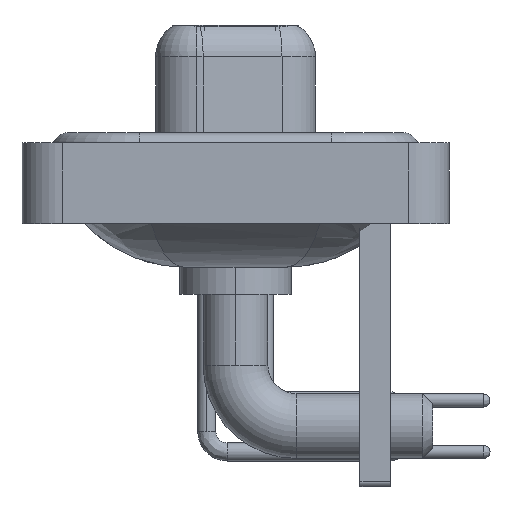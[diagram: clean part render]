
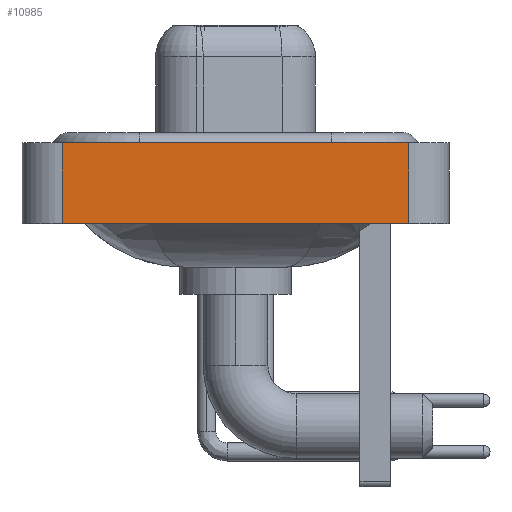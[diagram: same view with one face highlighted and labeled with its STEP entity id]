
A CAD part, left-side view. The second image highlights one B-rep face of the part: STEP entity #10985.
In plain terms, the highlighted planar face has unit normal (-1, 0, 0).
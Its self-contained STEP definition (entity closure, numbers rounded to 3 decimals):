
#710 = DIRECTION ( 'NONE',  ( 0., 0., 1. ) ) ;
#1854 = LINE ( 'NONE', #17570, #19034 ) ;
#2255 = ORIENTED_EDGE ( 'NONE', *, *, #10569, .T. ) ;
#2341 = CARTESIAN_POINT ( 'NONE',  ( -7.35, -8.55, -3.6 ) ) ;
#3284 = ORIENTED_EDGE ( 'NONE', *, *, #14027, .T. ) ;
#6242 = PLANE ( 'NONE',  #6364 ) ;
#6337 = DIRECTION ( 'NONE',  ( 0., 0., 1. ) ) ;
#6358 = DIRECTION ( 'NONE',  ( -1., 0., 0. ) ) ;
#6364 = AXIS2_PLACEMENT_3D ( 'NONE', #16173, #6358, #710 ) ;
#7404 = CARTESIAN_POINT ( 'NONE',  ( -7.35, -8.55, 0.4 ) ) ;
#7620 = CARTESIAN_POINT ( 'NONE',  ( -7.35, -8.55, -3.6 ) ) ;
#7624 = DIRECTION ( 'NONE',  ( 0., 0., 1. ) ) ;
#7700 = ORIENTED_EDGE ( 'NONE', *, *, #12038, .F. ) ;
#7852 = ORIENTED_EDGE ( 'NONE', *, *, #13961, .F. ) ;
#8246 = DIRECTION ( 'NONE',  ( 0., -1., 0. ) ) ;
#8718 = VERTEX_POINT ( 'NONE', #18755 ) ;
#9228 = VECTOR ( 'NONE', #7624, 1000. ) ;
#9708 = FACE_OUTER_BOUND ( 'NONE', #17758, .T. ) ;
#10569 = EDGE_CURVE ( 'NONE', #17198, #12518, #14426, .T. ) ;
#10883 = DIRECTION ( 'NONE',  ( 0., -1., 0. ) ) ;
#10985 = ADVANCED_FACE ( 'NONE', ( #9708 ), #6242, .T. ) ;
#11176 = VECTOR ( 'NONE', #10883, 1000. ) ;
#11257 = LINE ( 'NONE', #7404, #11176 ) ;
#11885 = LINE ( 'NONE', #19767, #9228 ) ;
#12038 = EDGE_CURVE ( 'NONE', #8718, #12860, #11257, .T. ) ;
#12518 = VERTEX_POINT ( 'NONE', #7620 ) ;
#12860 = VERTEX_POINT ( 'NONE', #22718 ) ;
#13861 = VECTOR ( 'NONE', #8246, 1000. ) ;
#13961 = EDGE_CURVE ( 'NONE', #17198, #8718, #11885, .T. ) ;
#14027 = EDGE_CURVE ( 'NONE', #12518, #12860, #1854, .T. ) ;
#14426 = LINE ( 'NONE', #2341, #13861 ) ;
#16173 = CARTESIAN_POINT ( 'NONE',  ( -7.35, -8.55, -3.6 ) ) ;
#17198 = VERTEX_POINT ( 'NONE', #19453 ) ;
#17570 = CARTESIAN_POINT ( 'NONE',  ( -7.35, -8.55, -3.6 ) ) ;
#17758 = EDGE_LOOP ( 'NONE', ( #3284, #7700, #7852, #2255 ) ) ;
#18755 = CARTESIAN_POINT ( 'NONE',  ( -7.35, 8.55, 0.4 ) ) ;
#19034 = VECTOR ( 'NONE', #6337, 1000. ) ;
#19453 = CARTESIAN_POINT ( 'NONE',  ( -7.35, 8.55, -3.6 ) ) ;
#19767 = CARTESIAN_POINT ( 'NONE',  ( -7.35, 8.55, -3.6 ) ) ;
#22718 = CARTESIAN_POINT ( 'NONE',  ( -7.35, -8.55, 0.4 ) ) ;
